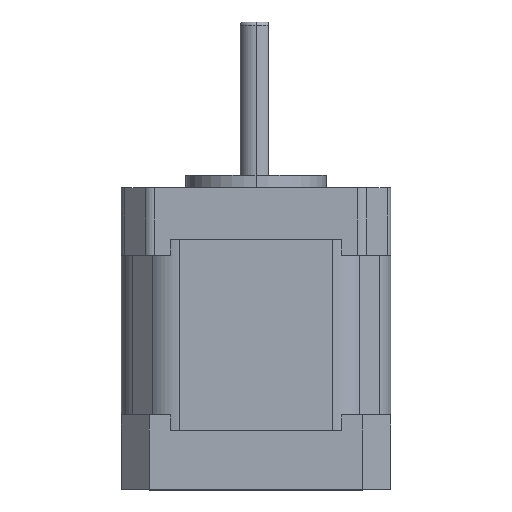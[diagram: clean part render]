
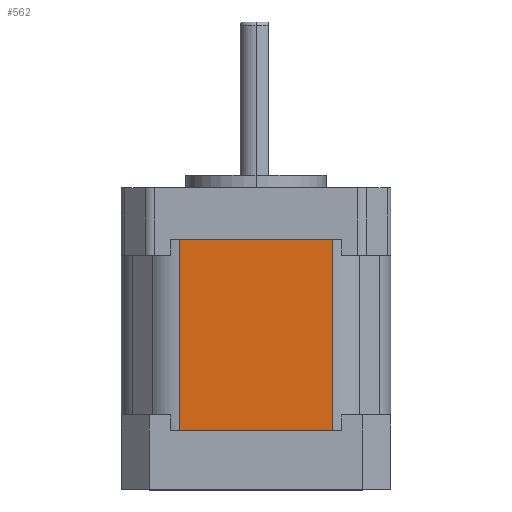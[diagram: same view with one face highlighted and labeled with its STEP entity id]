
A CAD part, top view. The second image highlights one B-rep face of the part: STEP entity #562.
In plain terms, the highlighted planar face has unit normal (0, 0, 1).
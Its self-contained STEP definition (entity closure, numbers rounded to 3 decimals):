
#562 = ADVANCED_FACE ( 'NONE', ( #1589 ), #2734, .F. ) ;
#722 = EDGE_LOOP ( 'NONE', ( #1045, #1010, #1030, #1037 ) ) ;
#1010 = ORIENTED_EDGE ( 'NONE', *, *, #8443, .T. ) ;
#1030 = ORIENTED_EDGE ( 'NONE', *, *, #8121, .T. ) ;
#1037 = ORIENTED_EDGE ( 'NONE', *, *, #8449, .T. ) ;
#1045 = ORIENTED_EDGE ( 'NONE', *, *, #8425, .F. ) ;
#1589 = FACE_OUTER_BOUND ( 'NONE', #722, .T. ) ;
#2407 = AXIS2_PLACEMENT_3D ( 'NONE', #2717, #2727, #2771 ) ;
#2717 = CARTESIAN_POINT ( 'NONE',  ( -16.751, 15., 21.15 ) ) ;
#2727 = DIRECTION ( 'NONE',  ( 0., 0., -1. ) ) ;
#2734 = PLANE ( 'NONE',  #2407 ) ;
#2771 = DIRECTION ( 'NONE',  ( -1., 0., 0. ) ) ;
#3724 = LINE ( 'NONE', #5083, #3804 ) ;
#3804 = VECTOR ( 'NONE', #5158, 1000. ) ;
#4099 = LINE ( 'NONE', #6017, #4102 ) ;
#4102 = VECTOR ( 'NONE', #5999, 1000. ) ;
#4103 = VECTOR ( 'NONE', #5969, 1000. ) ;
#4107 = LINE ( 'NONE', #5978, #4103 ) ;
#4178 = VECTOR ( 'NONE', #6043, 1000. ) ;
#4181 = LINE ( 'NONE', #6074, #4178 ) ;
#4949 = CARTESIAN_POINT ( 'NONE',  ( -11.947, -15., 21.15 ) ) ;
#4952 = CARTESIAN_POINT ( 'NONE',  ( 11.947, -15., 21.15 ) ) ;
#4967 = CARTESIAN_POINT ( 'NONE',  ( 11.947, 15., 21.15 ) ) ;
#5083 = CARTESIAN_POINT ( 'NONE',  ( -16.751, -15., 21.15 ) ) ;
#5158 = DIRECTION ( 'NONE',  ( 1., 0., 0. ) ) ;
#5969 = DIRECTION ( 'NONE',  ( 1., 0., 0. ) ) ;
#5978 = CARTESIAN_POINT ( 'NONE',  ( -16.751, 15., 21.15 ) ) ;
#5999 = DIRECTION ( 'NONE',  ( 0., -1., 0. ) ) ;
#6017 = CARTESIAN_POINT ( 'NONE',  ( -11.947, 15., 21.15 ) ) ;
#6043 = DIRECTION ( 'NONE',  ( 0., 1., 0. ) ) ;
#6074 = CARTESIAN_POINT ( 'NONE',  ( 11.947, 15., 21.15 ) ) ;
#6568 = CARTESIAN_POINT ( 'NONE',  ( -11.947, 15., 21.15 ) ) ;
#7143 = VERTEX_POINT ( 'NONE', #4967 ) ;
#7146 = VERTEX_POINT ( 'NONE', #4949 ) ;
#7154 = VERTEX_POINT ( 'NONE', #4952 ) ;
#8121 = EDGE_CURVE ( 'NONE', #7146, #7154, #3724, .T. ) ;
#8425 = EDGE_CURVE ( 'NONE', #8520, #7143, #4107, .T. ) ;
#8443 = EDGE_CURVE ( 'NONE', #8520, #7146, #4099, .T. ) ;
#8449 = EDGE_CURVE ( 'NONE', #7154, #7143, #4181, .T. ) ;
#8520 = VERTEX_POINT ( 'NONE', #6568 ) ;
